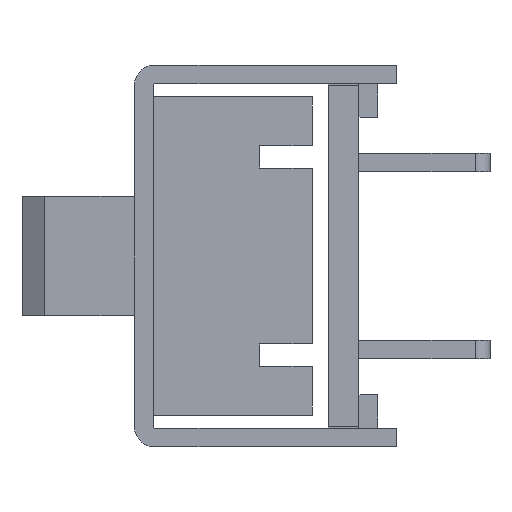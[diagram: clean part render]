
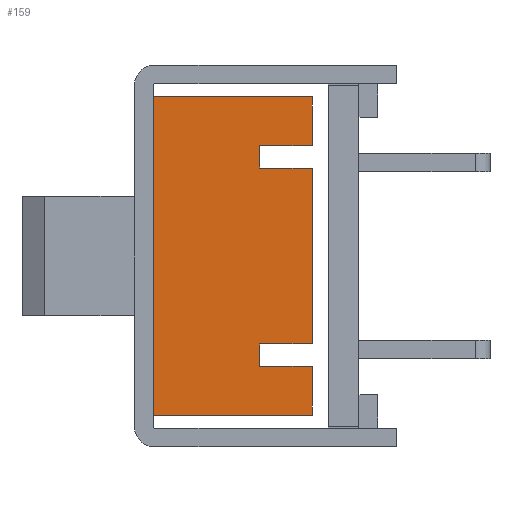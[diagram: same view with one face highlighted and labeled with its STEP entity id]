
A CAD part, left-side view. The second image highlights one B-rep face of the part: STEP entity #159.
In plain terms, the highlighted planar face has unit normal (-1, 0, 0).
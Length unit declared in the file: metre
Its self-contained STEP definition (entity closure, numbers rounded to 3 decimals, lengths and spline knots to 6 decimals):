
#159 = ADVANCED_FACE( '', ( #499 ), #500, .F. );
#499 = FACE_OUTER_BOUND( '', #955, .T. );
#500 = PLANE( '', #956 );
#955 = EDGE_LOOP( '', ( #2314, #2315, #2316, #2317, #2318, #2319, #2320, #2321, #2322, #2323, #2324, #2325 ) );
#956 = AXIS2_PLACEMENT_3D( '', #2326, #2327, #2328 );
#2314 = ORIENTED_EDGE( '', *, *, #3671, .F. );
#2315 = ORIENTED_EDGE( '', *, *, #3672, .F. );
#2316 = ORIENTED_EDGE( '', *, *, #3218, .T. );
#2317 = ORIENTED_EDGE( '', *, *, #3637, .T. );
#2318 = ORIENTED_EDGE( '', *, *, #3499, .F. );
#2319 = ORIENTED_EDGE( '', *, *, #3673, .F. );
#2320 = ORIENTED_EDGE( '', *, *, #3674, .T. );
#2321 = ORIENTED_EDGE( '', *, *, #3664, .T. );
#2322 = ORIENTED_EDGE( '', *, *, #3661, .F. );
#2323 = ORIENTED_EDGE( '', *, *, #3314, .F. );
#2324 = ORIENTED_EDGE( '', *, *, #3675, .F. );
#2325 = ORIENTED_EDGE( '', *, *, #3676, .T. );
#2326 = CARTESIAN_POINT( '', ( -0.0082, 0., 0. ) );
#2327 = DIRECTION( '', ( 1., 0., 0. ) );
#2328 = DIRECTION( '', ( 0., 1., 0. ) );
#3218 = EDGE_CURVE( '', #3894, #3899, #3901, .T. );
#3314 = EDGE_CURVE( '', #4083, #4085, #4086, .T. );
#3499 = EDGE_CURVE( '', #4400, #4395, #4402, .T. );
#3637 = EDGE_CURVE( '', #3899, #4395, #4627, .T. );
#3661 = EDGE_CURVE( '', #4085, #4652, #4656, .T. );
#3664 = EDGE_CURVE( '', #4657, #4652, #4661, .T. );
#3671 = EDGE_CURVE( '', #4669, #4670, #4671, .T. );
#3672 = EDGE_CURVE( '', #3894, #4669, #4672, .T. );
#3673 = EDGE_CURVE( '', #4673, #4400, #4674, .T. );
#3674 = EDGE_CURVE( '', #4673, #4657, #4675, .T. );
#3675 = EDGE_CURVE( '', #4676, #4083, #4677, .T. );
#3676 = EDGE_CURVE( '', #4676, #4670, #4678, .T. );
#3894 = VERTEX_POINT( '', #4983 );
#3899 = VERTEX_POINT( '', #4990 );
#3901 = LINE( '', #4993, #4994 );
#4083 = VERTEX_POINT( '', #5275 );
#4085 = VERTEX_POINT( '', #5278 );
#4086 = LINE( '', #5279, #5280 );
#4395 = VERTEX_POINT( '', #5804 );
#4400 = VERTEX_POINT( '', #5811 );
#4402 = LINE( '', #5814, #5815 );
#4627 = LINE( '', #6221, #6222 );
#4652 = VERTEX_POINT( '', #6266 );
#4656 = LINE( '', #6272, #6273 );
#4657 = VERTEX_POINT( '', #6274 );
#4661 = LINE( '', #6280, #6281 );
#4669 = VERTEX_POINT( '', #6297 );
#4670 = VERTEX_POINT( '', #6298 );
#4671 = LINE( '', #6299, #6300 );
#4672 = LINE( '', #6301, #6302 );
#4673 = VERTEX_POINT( '', #6303 );
#4674 = LINE( '', #6304, #6305 );
#4675 = LINE( '', #6306, #6307 );
#4676 = VERTEX_POINT( '', #6308 );
#4677 = LINE( '', #6309, #6310 );
#4678 = LINE( '', #6311, #6312 );
#4983 = CARTESIAN_POINT( '', ( -0.0082, -0.00425, -0.00295 ) );
#4990 = CARTESIAN_POINT( '', ( -0.0082, -0.00285, -0.00295 ) );
#4993 = CARTESIAN_POINT( '', ( -0.0082, -0.00425, -0.00295 ) );
#4994 = VECTOR( '', #6592, 1. );
#5275 = CARTESIAN_POINT( '', ( -0.0082, -0.00425, 0.00425 ) );
#5278 = CARTESIAN_POINT( '', ( -0.0082, -0.00425, 0.00295 ) );
#5279 = CARTESIAN_POINT( '', ( -0.0082, -0.00425, 0.00425 ) );
#5280 = VECTOR( '', #6696, 1. );
#5804 = CARTESIAN_POINT( '', ( -0.0082, -0.00285, -0.00235 ) );
#5811 = CARTESIAN_POINT( '', ( -0.0082, -0.00425, -0.00235 ) );
#5814 = CARTESIAN_POINT( '', ( -0.0082, -0.00425, -0.00235 ) );
#5815 = VECTOR( '', #6877, 1. );
#6221 = CARTESIAN_POINT( '', ( -0.0082, -0.00285, -0.00295 ) );
#6222 = VECTOR( '', #7005, 1. );
#6266 = CARTESIAN_POINT( '', ( -0.0082, -0.00285, 0.00295 ) );
#6272 = CARTESIAN_POINT( '', ( -0.0082, -0.00425, 0.00295 ) );
#6273 = VECTOR( '', #7036, 1. );
#6274 = CARTESIAN_POINT( '', ( -0.0082, -0.00285, 0.00235 ) );
#6280 = CARTESIAN_POINT( '', ( -0.0082, -0.00285, 0.00235 ) );
#6281 = VECTOR( '', #7039, 1. );
#6297 = CARTESIAN_POINT( '', ( -0.0082, -0.00425, -0.00425 ) );
#6298 = CARTESIAN_POINT( '', ( -0.0082, 0., -0.00425 ) );
#6299 = CARTESIAN_POINT( '', ( -0.0082, -0.00425, -0.00425 ) );
#6300 = VECTOR( '', #7045, 1. );
#6301 = CARTESIAN_POINT( '', ( -0.0082, -0.00425, -0.00295 ) );
#6302 = VECTOR( '', #7046, 1. );
#6303 = CARTESIAN_POINT( '', ( -0.0082, -0.00425, 0.00235 ) );
#6304 = CARTESIAN_POINT( '', ( -0.0082, -0.00425, 0.00235 ) );
#6305 = VECTOR( '', #7047, 1. );
#6306 = CARTESIAN_POINT( '', ( -0.0082, -0.00425, 0.00235 ) );
#6307 = VECTOR( '', #7048, 1. );
#6308 = CARTESIAN_POINT( '', ( -0.0082, 0., 0.00425 ) );
#6309 = CARTESIAN_POINT( '', ( -0.0082, 0., 0.00425 ) );
#6310 = VECTOR( '', #7049, 1. );
#6311 = CARTESIAN_POINT( '', ( -0.0082, 0., 0.00425 ) );
#6312 = VECTOR( '', #7050, 1. );
#6592 = DIRECTION( '', ( 0., 1., 0. ) );
#6696 = DIRECTION( '', ( 0., 0., -1. ) );
#6877 = DIRECTION( '', ( 0., 1., 0. ) );
#7005 = DIRECTION( '', ( 0., 0., 1. ) );
#7036 = DIRECTION( '', ( 0., 1., 0. ) );
#7039 = DIRECTION( '', ( 0., 0., 1. ) );
#7045 = DIRECTION( '', ( 0., 1., 0. ) );
#7046 = DIRECTION( '', ( 0., 0., -1. ) );
#7047 = DIRECTION( '', ( 0., 0., -1. ) );
#7048 = DIRECTION( '', ( 0., 1., 0. ) );
#7049 = DIRECTION( '', ( 0., -1., 0. ) );
#7050 = DIRECTION( '', ( 0., 0., -1. ) );
